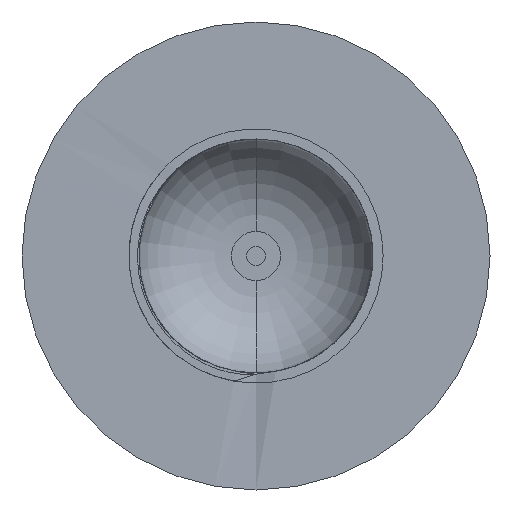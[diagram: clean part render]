
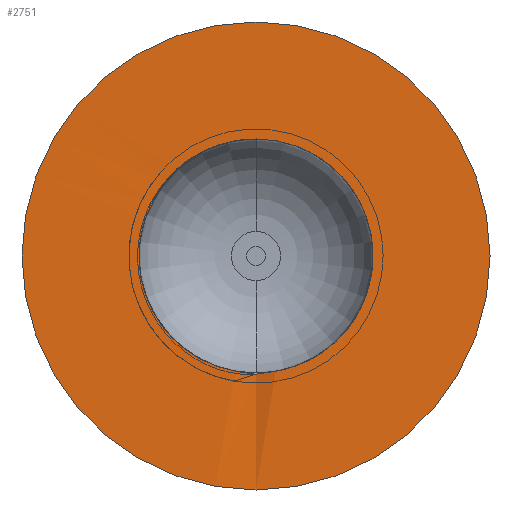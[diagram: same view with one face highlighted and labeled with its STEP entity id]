
A CAD part, front view. The second image highlights one B-rep face of the part: STEP entity #2751.
In plain terms, the highlighted planar face has unit normal (0, -1, 0).
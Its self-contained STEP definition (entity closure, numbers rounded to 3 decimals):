
#9 = EDGE_LOOP ( 'NONE', ( #3286, #3387 ) ) ;
#104 = VERTEX_POINT ( 'NONE', #3297 ) ;
#111 = DIRECTION ( 'NONE',  ( 0., -1., 0. ) ) ;
#327 = PLANE ( 'NONE',  #2204 ) ;
#340 = CARTESIAN_POINT ( 'NONE',  ( 0., -1., 0. ) ) ;
#646 = DIRECTION ( 'NONE',  ( 0., 1., 0. ) ) ;
#666 = CARTESIAN_POINT ( 'NONE',  ( 0., -1., 3. ) ) ;
#911 = EDGE_LOOP ( 'NONE', ( #2071, #2934, #1819, #2876 ) ) ;
#914 = CARTESIAN_POINT ( 'NONE',  ( -2.57, -1., 1.528 ) ) ;
#941 = CARTESIAN_POINT ( 'NONE',  ( 0., -1., 0. ) ) ;
#992 = VERTEX_POINT ( 'NONE', #2767 ) ;
#1226 = DIRECTION ( 'NONE',  ( 0., 0., -1. ) ) ;
#1312 = CARTESIAN_POINT ( 'NONE',  ( 0., -1., 0. ) ) ;
#1335 = CARTESIAN_POINT ( 'NONE',  ( -2.325, -0.985, 1.896 ) ) ;
#1373 = EDGE_CURVE ( 'NONE', #992, #104, #3466, .T. ) ;
#1386 = EDGE_CURVE ( 'NONE', #104, #2239, #1966, .T. ) ;
#1481 = EDGE_CURVE ( 'NONE', #1807, #992, #3402, .T. ) ;
#1532 = DIRECTION ( 'NONE',  ( 0., -1., 0. ) ) ;
#1762 = DIRECTION ( 'NONE',  ( 0., 0., -1. ) ) ;
#1780 = AXIS2_PLACEMENT_3D ( 'NONE', #3485, #111, #1824 ) ;
#1783 = CARTESIAN_POINT ( 'NONE',  ( 0., -1., 0. ) ) ;
#1788 = EDGE_CURVE ( 'NONE', #3230, #1981, #2561, .T. ) ;
#1791 = FACE_BOUND ( 'NONE', #911, .T. ) ;
#1807 = VERTEX_POINT ( 'NONE', #1335 ) ;
#1819 = ORIENTED_EDGE ( 'NONE', *, *, #1481, .F. ) ;
#1824 = DIRECTION ( 'NONE',  ( 0., 0., -1. ) ) ;
#1840 = DIRECTION ( 'NONE',  ( 0., 0., 1. ) ) ;
#1966 = CIRCLE ( 'NONE', #3243, 3. ) ;
#1981 = VERTEX_POINT ( 'NONE', #2829 ) ;
#2028 = CARTESIAN_POINT ( 'NONE',  ( 0., -1., 0. ) ) ;
#2052 = DIRECTION ( 'NONE',  ( 0., -1., 0. ) ) ;
#2064 = CARTESIAN_POINT ( 'NONE',  ( -2.325, -0.985, 1.896 ) ) ;
#2071 = ORIENTED_EDGE ( 'NONE', *, *, #1386, .F. ) ;
#2179 = CIRCLE ( 'NONE', #2484, 6. ) ;
#2204 = AXIS2_PLACEMENT_3D ( 'NONE', #1783, #2586, #2863 ) ;
#2239 = VERTEX_POINT ( 'NONE', #666 ) ;
#2456 = DIRECTION ( 'NONE',  ( 0., 1., 0. ) ) ;
#2484 = AXIS2_PLACEMENT_3D ( 'NONE', #941, #646, #1840 ) ;
#2561 = CIRCLE ( 'NONE', #3039, 6. ) ;
#2586 = DIRECTION ( 'NONE',  ( 0., 1., 0. ) ) ;
#2751 = ADVANCED_FACE ( 'NONE', ( #3246, #1791 ), #327, .F. ) ;
#2760 = AXIS2_PLACEMENT_3D ( 'NONE', #2028, #1532, #1762 ) ;
#2767 = CARTESIAN_POINT ( 'NONE',  ( -2.846, -1., 0.95 ) ) ;
#2829 = CARTESIAN_POINT ( 'NONE',  ( 0., -1., 6. ) ) ;
#2850 = EDGE_CURVE ( 'NONE', #2239, #1807, #3212, .T. ) ;
#2863 = DIRECTION ( 'NONE',  ( 1., 0., 0. ) ) ;
#2876 = ORIENTED_EDGE ( 'NONE', *, *, #2850, .F. ) ;
#2934 = ORIENTED_EDGE ( 'NONE', *, *, #1373, .F. ) ;
#3039 = AXIS2_PLACEMENT_3D ( 'NONE', #1312, #2456, #3534 ) ;
#3210 = CARTESIAN_POINT ( 'NONE',  ( -2.846, -1., 0.95 ) ) ;
#3212 = CIRCLE ( 'NONE', #1780, 3. ) ;
#3218 = EDGE_CURVE ( 'NONE', #1981, #3230, #2179, .T. ) ;
#3230 = VERTEX_POINT ( 'NONE', #3416 ) ;
#3243 = AXIS2_PLACEMENT_3D ( 'NONE', #340, #2052, #1226 ) ;
#3246 = FACE_OUTER_BOUND ( 'NONE', #9, .T. ) ;
#3286 = ORIENTED_EDGE ( 'NONE', *, *, #1788, .F. ) ;
#3297 = CARTESIAN_POINT ( 'NONE',  ( -0.013, -0.855, -3.033 ) ) ;
#3387 = ORIENTED_EDGE ( 'NONE', *, *, #3218, .F. ) ;
#3402 = B_SPLINE_CURVE_WITH_KNOTS ( 'NONE', 3,
 ( #2064, #914, #3476, #3210 ),
 .UNSPECIFIED., .F., .F.,
 ( 4, 4 ),
 ( 0., 1. ),
 .UNSPECIFIED. ) ;
#3416 = CARTESIAN_POINT ( 'NONE',  ( 0., -1., -6. ) ) ;
#3466 = CIRCLE ( 'NONE', #2760, 3. ) ;
#3476 = CARTESIAN_POINT ( 'NONE',  ( -2.744, -1., 1.213 ) ) ;
#3485 = CARTESIAN_POINT ( 'NONE',  ( 0., -1., 0. ) ) ;
#3534 = DIRECTION ( 'NONE',  ( 0., 0., 1. ) ) ;
